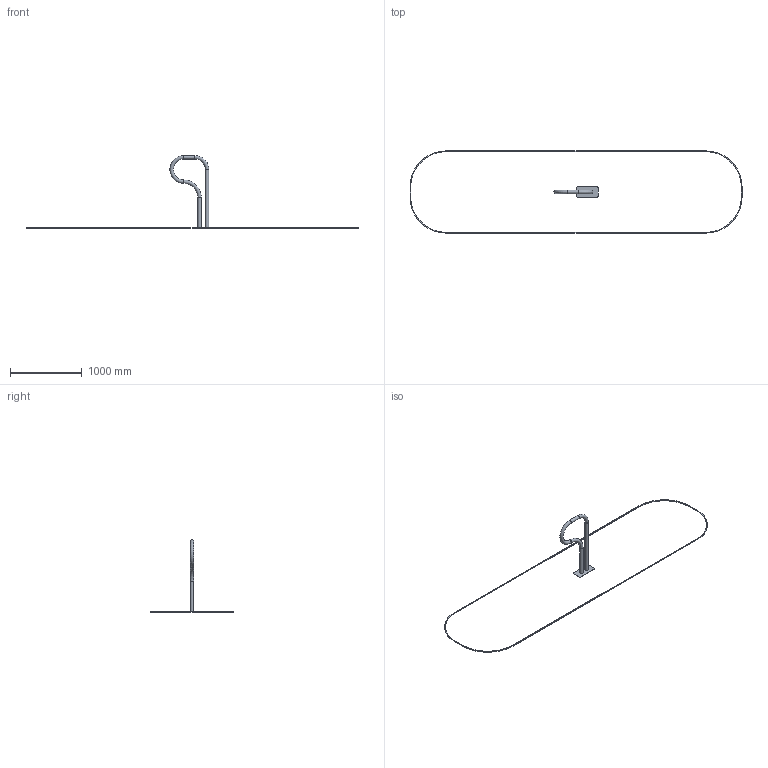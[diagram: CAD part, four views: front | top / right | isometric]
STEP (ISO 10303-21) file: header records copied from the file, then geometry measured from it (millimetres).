
FILE_DESCRIPTION(('STEP AP214'), '1');
FILE_NAME('栺鍣罻', '', ('UNSPECIFIED'), ('UNSPECIFIED'), 'C3D Converter', 'C3D Toolkit', '');
FILE_SCHEMA(('AUTOMOTIVE_DESIGN { 1 0 10303 214 3 1 1}'));
Length unit declared in the file: millimetre
Products named in the file (3): -7024
Assembly tree (2 placements, depth 2):
  -7024
    (unnamed)
    (unnamed)
Bounding box: 4613 x 1140 x 1010 mm (x, y, z)
Volume: 2230930.6 mm3; surface area: 1228190.7 mm2
Topology: 3 solids, 3 shells, 42 faces, 98 edges, 62 vertices
Faces by surface type: cylinder 18, plane 18, torus 6
Full cylindrical faces by diameter (mm): 42.4 x3, 48 x3
Entity records: 1458 total; most frequent: DIRECTION 214, CARTESIAN_POINT 193, ORIENTED_EDGE 172, EDGE_CURVE 86, AXIS2_PLACEMENT_3D 83, VERTEX_POINT 62, EDGE_LOOP 58, LINE 48
